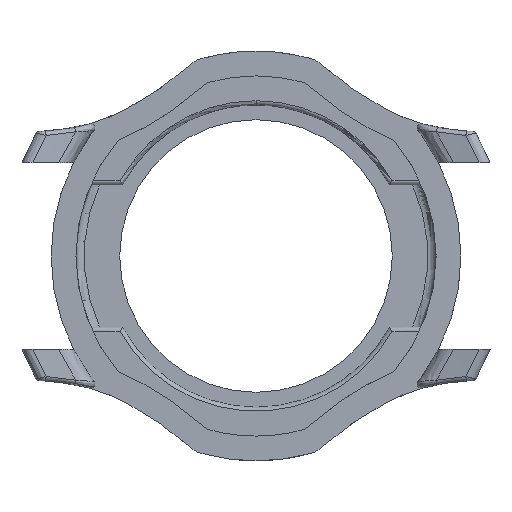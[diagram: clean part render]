
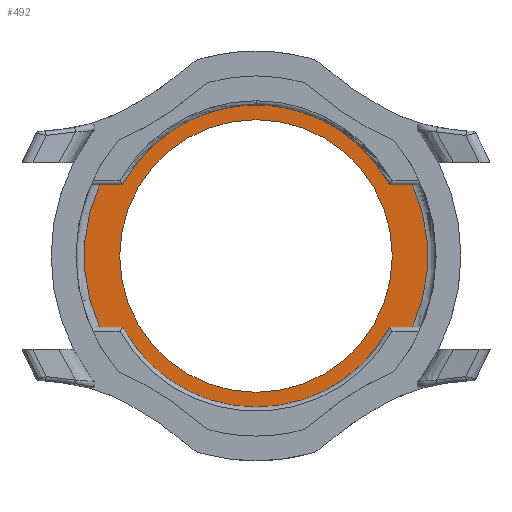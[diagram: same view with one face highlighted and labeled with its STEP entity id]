
A CAD part, front view. The second image highlights one B-rep face of the part: STEP entity #492.
In plain terms, the highlighted planar face has unit normal (0, -1, 0).
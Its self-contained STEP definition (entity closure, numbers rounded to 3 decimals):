
#126 = EDGE_CURVE ( 'NONE', #2126, #2788, #4570, .T. ) ;
#177 = CIRCLE ( 'NONE', #2145, 20.8 ) ;
#196 = VECTOR ( 'NONE', #1558, 1000. ) ;
#225 = DIRECTION ( 'NONE',  ( 0., 1., 0. ) ) ;
#252 = EDGE_LOOP ( 'NONE', ( #2029, #329 ) ) ;
#294 = CARTESIAN_POINT ( 'NONE',  ( 16.153, 9.7, 8.6 ) ) ;
#329 = ORIENTED_EDGE ( 'NONE', *, *, #4402, .F. ) ;
#459 = VERTEX_POINT ( 'NONE', #294 ) ;
#486 = DIRECTION ( 'NONE',  ( 0., -1., 0. ) ) ;
#492 = ADVANCED_FACE ( 'NONE', ( #4452, #690 ), #3204, .F. ) ;
#551 = ORIENTED_EDGE ( 'NONE', *, *, #126, .F. ) ;
#588 = CARTESIAN_POINT ( 'NONE',  ( 0., 9.7, 0. ) ) ;
#597 = EDGE_CURVE ( 'NONE', #701, #3922, #1848, .T. ) ;
#639 = ORIENTED_EDGE ( 'NONE', *, *, #3942, .T. ) ;
#690 = FACE_BOUND ( 'NONE', #252, .T. ) ;
#701 = VERTEX_POINT ( 'NONE', #783 ) ;
#751 = LINE ( 'NONE', #2226, #3741 ) ;
#766 = AXIS2_PLACEMENT_3D ( 'NONE', #588, #1429, #3706 ) ;
#783 = CARTESIAN_POINT ( 'NONE',  ( -18.939, 9.7, -8.6 ) ) ;
#888 = DIRECTION ( 'NONE',  ( 0., 1., 0. ) ) ;
#931 = ORIENTED_EDGE ( 'NONE', *, *, #1177, .T. ) ;
#945 = AXIS2_PLACEMENT_3D ( 'NONE', #3296, #2236, #3733 ) ;
#966 = CARTESIAN_POINT ( 'NONE',  ( 0., 9.7, 0. ) ) ;
#1043 = ORIENTED_EDGE ( 'NONE', *, *, #4097, .F. ) ;
#1081 = DIRECTION ( 'NONE',  ( 1., 0., 0. ) ) ;
#1145 = CARTESIAN_POINT ( 'NONE',  ( 0., 9.7, 8.6 ) ) ;
#1177 = EDGE_CURVE ( 'NONE', #3004, #2496, #3434, .T. ) ;
#1218 = LINE ( 'NONE', #1145, #196 ) ;
#1395 = DIRECTION ( 'NONE',  ( 1., 0., 0. ) ) ;
#1429 = DIRECTION ( 'NONE',  ( 0., 1., 0. ) ) ;
#1504 = CIRCLE ( 'NONE', #766, 18.3 ) ;
#1558 = DIRECTION ( 'NONE',  ( -1., 0., 0. ) ) ;
#1579 = AXIS2_PLACEMENT_3D ( 'NONE', #1783, #225, #2168 ) ;
#1773 = EDGE_CURVE ( 'NONE', #3004, #2126, #751, .T. ) ;
#1783 = CARTESIAN_POINT ( 'NONE',  ( 0., 9.7, 0. ) ) ;
#1825 = LINE ( 'NONE', #4397, #2301 ) ;
#1848 = LINE ( 'NONE', #2603, #4763 ) ;
#1905 = AXIS2_PLACEMENT_3D ( 'NONE', #966, #3635, #2902 ) ;
#1929 = CARTESIAN_POINT ( 'NONE',  ( 0., 9.7, 0. ) ) ;
#1992 = CARTESIAN_POINT ( 'NONE',  ( -16.153, 9.7, -8.6 ) ) ;
#2029 = ORIENTED_EDGE ( 'NONE', *, *, #4283, .F. ) ;
#2032 = EDGE_CURVE ( 'NONE', #2141, #459, #3664, .T. ) ;
#2080 = DIRECTION ( 'NONE',  ( 0., 0., 1. ) ) ;
#2099 = CIRCLE ( 'NONE', #2580, 16.5 ) ;
#2126 = VERTEX_POINT ( 'NONE', #3326 ) ;
#2141 = VERTEX_POINT ( 'NONE', #4284 ) ;
#2145 = AXIS2_PLACEMENT_3D ( 'NONE', #3977, #4354, #4749 ) ;
#2168 = DIRECTION ( 'NONE',  ( 0., 0., 1. ) ) ;
#2201 = VERTEX_POINT ( 'NONE', #3902 ) ;
#2226 = CARTESIAN_POINT ( 'NONE',  ( 0., 9.7, -8.6 ) ) ;
#2236 = DIRECTION ( 'NONE',  ( 0., -1., 0. ) ) ;
#2256 = ORIENTED_EDGE ( 'NONE', *, *, #1773, .F. ) ;
#2301 = VECTOR ( 'NONE', #1395, 1000. ) ;
#2318 = EDGE_LOOP ( 'NONE', ( #2256, #931, #4089, #3789, #4376, #639, #3218, #1043, #551 ) ) ;
#2496 = VERTEX_POINT ( 'NONE', #3515 ) ;
#2580 = AXIS2_PLACEMENT_3D ( 'NONE', #1929, #2652, #4579 ) ;
#2603 = CARTESIAN_POINT ( 'NONE',  ( 0., 9.7, -8.6 ) ) ;
#2626 = DIRECTION ( 'NONE',  ( -1., 0., 0. ) ) ;
#2652 = DIRECTION ( 'NONE',  ( 0., -1., 0. ) ) ;
#2688 = EDGE_CURVE ( 'NONE', #459, #2496, #1825, .T. ) ;
#2779 = CARTESIAN_POINT ( 'NONE',  ( 0., 9.7, 0. ) ) ;
#2788 = VERTEX_POINT ( 'NONE', #2956 ) ;
#2818 = CARTESIAN_POINT ( 'NONE',  ( 0., 9.7, 0. ) ) ;
#2902 = DIRECTION ( 'NONE',  ( 0., 0., 1. ) ) ;
#2947 = AXIS2_PLACEMENT_3D ( 'NONE', #2818, #486, #2080 ) ;
#2956 = CARTESIAN_POINT ( 'NONE',  ( 0., 9.7, -18.3 ) ) ;
#2979 = AXIS2_PLACEMENT_3D ( 'NONE', #2779, #888, #3536 ) ;
#3004 = VERTEX_POINT ( 'NONE', #3032 ) ;
#3032 = CARTESIAN_POINT ( 'NONE',  ( 18.939, 9.7, -8.6 ) ) ;
#3164 = EDGE_CURVE ( 'NONE', #2141, #3926, #1218, .T. ) ;
#3204 = PLANE ( 'NONE',  #1579 ) ;
#3218 = ORIENTED_EDGE ( 'NONE', *, *, #597, .T. ) ;
#3296 = CARTESIAN_POINT ( 'NONE',  ( 0., 9.7, 0. ) ) ;
#3326 = CARTESIAN_POINT ( 'NONE',  ( 16.153, 9.7, -8.6 ) ) ;
#3434 = CIRCLE ( 'NONE', #2947, 20.8 ) ;
#3515 = CARTESIAN_POINT ( 'NONE',  ( 18.939, 9.7, 8.6 ) ) ;
#3520 = CARTESIAN_POINT ( 'NONE',  ( 0., 9.7, -16.5 ) ) ;
#3536 = DIRECTION ( 'NONE',  ( 0., 0., 1. ) ) ;
#3635 = DIRECTION ( 'NONE',  ( 0., 1., 0. ) ) ;
#3664 = CIRCLE ( 'NONE', #1905, 18.3 ) ;
#3706 = DIRECTION ( 'NONE',  ( 0., 0., 1. ) ) ;
#3733 = DIRECTION ( 'NONE',  ( 0., 0., 1. ) ) ;
#3741 = VECTOR ( 'NONE', #2626, 1000. ) ;
#3789 = ORIENTED_EDGE ( 'NONE', *, *, #2032, .F. ) ;
#3861 = VERTEX_POINT ( 'NONE', #3520 ) ;
#3902 = CARTESIAN_POINT ( 'NONE',  ( 0., 9.7, 16.5 ) ) ;
#3922 = VERTEX_POINT ( 'NONE', #1992 ) ;
#3926 = VERTEX_POINT ( 'NONE', #4370 ) ;
#3942 = EDGE_CURVE ( 'NONE', #3926, #701, #177, .T. ) ;
#3977 = CARTESIAN_POINT ( 'NONE',  ( 0., 9.7, 0. ) ) ;
#4049 = CIRCLE ( 'NONE', #945, 16.5 ) ;
#4089 = ORIENTED_EDGE ( 'NONE', *, *, #2688, .F. ) ;
#4097 = EDGE_CURVE ( 'NONE', #2788, #3922, #1504, .T. ) ;
#4283 = EDGE_CURVE ( 'NONE', #2201, #3861, #4049, .T. ) ;
#4284 = CARTESIAN_POINT ( 'NONE',  ( -16.153, 9.7, 8.6 ) ) ;
#4354 = DIRECTION ( 'NONE',  ( 0., -1., 0. ) ) ;
#4370 = CARTESIAN_POINT ( 'NONE',  ( -18.939, 9.7, 8.6 ) ) ;
#4376 = ORIENTED_EDGE ( 'NONE', *, *, #3164, .T. ) ;
#4397 = CARTESIAN_POINT ( 'NONE',  ( 0., 9.7, 8.6 ) ) ;
#4402 = EDGE_CURVE ( 'NONE', #3861, #2201, #2099, .T. ) ;
#4452 = FACE_OUTER_BOUND ( 'NONE', #2318, .T. ) ;
#4570 = CIRCLE ( 'NONE', #2979, 18.3 ) ;
#4579 = DIRECTION ( 'NONE',  ( 0., 0., 1. ) ) ;
#4749 = DIRECTION ( 'NONE',  ( 0., 0., 1. ) ) ;
#4763 = VECTOR ( 'NONE', #1081, 1000. ) ;
